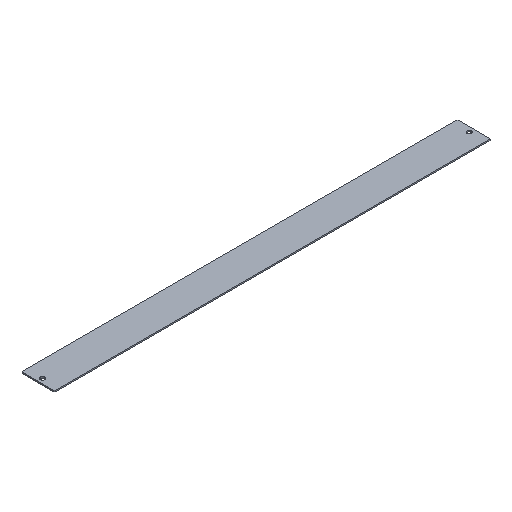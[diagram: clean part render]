
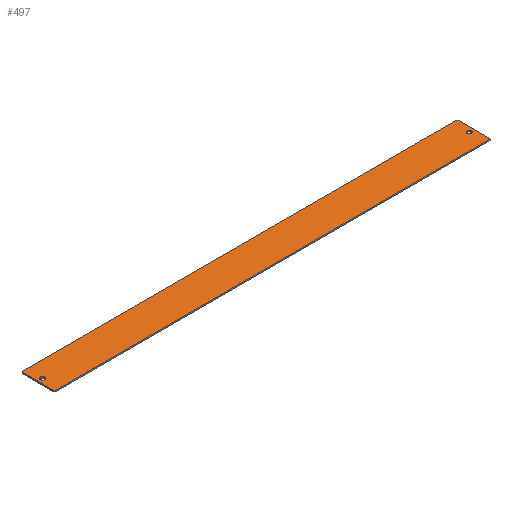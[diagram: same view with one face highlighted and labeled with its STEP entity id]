
A CAD part, isometric view. The second image highlights one B-rep face of the part: STEP entity #497.
In plain terms, the highlighted planar face has unit normal (0, 0, 1).
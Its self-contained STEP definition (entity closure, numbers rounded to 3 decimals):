
#5 = AXIS2_PLACEMENT_3D ( 'NONE', #293, #313, #312 ) ;
#7 = VECTOR ( 'NONE', #291, 1000. ) ;
#15 = VECTOR ( 'NONE', #316, 1000. ) ;
#18 = VECTOR ( 'NONE', #268, 1000. ) ;
#22 = CIRCLE ( 'NONE', #5, 1.3 ) ;
#30 = CIRCLE ( 'NONE', #32, 1.3 ) ;
#32 = AXIS2_PLACEMENT_3D ( 'NONE', #320, #305, #303 ) ;
#35 = AXIS2_PLACEMENT_3D ( 'NONE', #358, #332, #347 ) ;
#41 = AXIS2_PLACEMENT_3D ( 'NONE', #368, #370, #357 ) ;
#45 = AXIS2_PLACEMENT_3D ( 'NONE', #372, #328, #329 ) ;
#52 = VECTOR ( 'NONE', #395, 1000. ) ;
#53 = VECTOR ( 'NONE', #402, 1000. ) ;
#54 = VECTOR ( 'NONE', #353, 1000. ) ;
#58 = VECTOR ( 'NONE', #345, 1000. ) ;
#64 = CIRCLE ( 'NONE', #35, 1.3 ) ;
#71 = VECTOR ( 'NONE', #324, 1000. ) ;
#73 = CIRCLE ( 'NONE', #45, 1.3 ) ;
#98 = CARTESIAN_POINT ( 'NONE',  ( 131., -10., 0.76 ) ) ;
#122 = ORIENTED_EDGE ( 'NONE', *, *, #493, .F. ) ;
#126 = ORIENTED_EDGE ( 'NONE', *, *, #488, .T. ) ;
#127 = ORIENTED_EDGE ( 'NONE', *, *, #484, .T. ) ;
#128 = ORIENTED_EDGE ( 'NONE', *, *, #502, .F. ) ;
#129 = ORIENTED_EDGE ( 'NONE', *, *, #487, .F. ) ;
#130 = ORIENTED_EDGE ( 'NONE', *, *, #480, .F. ) ;
#134 = ORIENTED_EDGE ( 'NONE', *, *, #476, .T. ) ;
#141 = VERTEX_POINT ( 'NONE', #248 ) ;
#148 = ORIENTED_EDGE ( 'NONE', *, *, #507, .T. ) ;
#149 = EDGE_LOOP ( 'NONE', ( #130, #129 ) ) ;
#150 = EDGE_LOOP ( 'NONE', ( #134, #195, #126, #127, #193, #168, #167, #148 ) ) ;
#163 = VERTEX_POINT ( 'NONE', #233 ) ;
#167 = ORIENTED_EDGE ( 'NONE', *, *, #516, .T. ) ;
#168 = ORIENTED_EDGE ( 'NONE', *, *, #482, .T. ) ;
#192 = VERTEX_POINT ( 'NONE', #240 ) ;
#193 = ORIENTED_EDGE ( 'NONE', *, *, #494, .T. ) ;
#195 = ORIENTED_EDGE ( 'NONE', *, *, #495, .T. ) ;
#196 = EDGE_LOOP ( 'NONE', ( #128, #122 ) ) ;
#199 = VERTEX_POINT ( 'NONE', #254 ) ;
#200 = VERTEX_POINT ( 'NONE', #226 ) ;
#209 = CARTESIAN_POINT ( 'NONE',  ( -131., -10., 0.76 ) ) ;
#210 = VERTEX_POINT ( 'NONE', #230 ) ;
#211 = CARTESIAN_POINT ( 'NONE',  ( 131.5, -9.5, 0.76 ) ) ;
#220 = VERTEX_POINT ( 'NONE', #98 ) ;
#223 = VERTEX_POINT ( 'NONE', #253 ) ;
#226 = CARTESIAN_POINT ( 'NONE',  ( -127.2, 0., 0.76 ) ) ;
#230 = CARTESIAN_POINT ( 'NONE',  ( -131., 10., 0.76 ) ) ;
#231 = VERTEX_POINT ( 'NONE', #234 ) ;
#232 = VERTEX_POINT ( 'NONE', #235 ) ;
#233 = CARTESIAN_POINT ( 'NONE',  ( 129.8, 0., 0.76 ) ) ;
#234 = CARTESIAN_POINT ( 'NONE',  ( 131.5, 9.5, 0.76 ) ) ;
#235 = CARTESIAN_POINT ( 'NONE',  ( -131.5, -9.5, 0.76 ) ) ;
#240 = CARTESIAN_POINT ( 'NONE',  ( -129.8, 0., 0.76 ) ) ;
#246 = VERTEX_POINT ( 'NONE', #211 ) ;
#248 = CARTESIAN_POINT ( 'NONE',  ( 127.2, 0., 0.76 ) ) ;
#253 = CARTESIAN_POINT ( 'NONE',  ( -131.5, 9.5, 0.76 ) ) ;
#254 = CARTESIAN_POINT ( 'NONE',  ( 131., 10., 0.76 ) ) ;
#255 = VERTEX_POINT ( 'NONE', #209 ) ;
#266 = LINE ( 'NONE', #267, #18 ) ;
#267 = CARTESIAN_POINT ( 'NONE',  ( 131.5, 10., 0.76 ) ) ;
#268 = DIRECTION ( 'NONE',  ( 0., 1., 0. ) ) ;
#283 = LINE ( 'NONE', #321, #15 ) ;
#286 = LINE ( 'NONE', #301, #54 ) ;
#291 = DIRECTION ( 'NONE',  ( -0.707, -0.707, 0. ) ) ;
#293 = CARTESIAN_POINT ( 'NONE',  ( -128.5, 0., 0.76 ) ) ;
#295 = LINE ( 'NONE', #317, #7 ) ;
#301 = CARTESIAN_POINT ( 'NONE',  ( -131.5, 10., 0.76 ) ) ;
#302 = LINE ( 'NONE', #325, #71 ) ;
#303 = DIRECTION ( 'NONE',  ( 1., 0., 0. ) ) ;
#305 = DIRECTION ( 'NONE',  ( 0., 0., 1. ) ) ;
#312 = DIRECTION ( 'NONE',  ( 1., 0., 0. ) ) ;
#313 = DIRECTION ( 'NONE',  ( 0., 0., 1. ) ) ;
#316 = DIRECTION ( 'NONE',  ( 0.707, -0.707, 0. ) ) ;
#317 = CARTESIAN_POINT ( 'NONE',  ( -141.25, -0.25, 0.76 ) ) ;
#320 = CARTESIAN_POINT ( 'NONE',  ( -128.5, 0., 0.76 ) ) ;
#321 = CARTESIAN_POINT ( 'NONE',  ( -131.25, -9.75, 0.76 ) ) ;
#324 = DIRECTION ( 'NONE',  ( -1., 0., 0. ) ) ;
#325 = CARTESIAN_POINT ( 'NONE',  ( -131.5, 10., 0.76 ) ) ;
#327 = FACE_BOUND ( 'NONE', #149, .T. ) ;
#328 = DIRECTION ( 'NONE',  ( 0., 0., 1. ) ) ;
#329 = DIRECTION ( 'NONE',  ( 1., 0., 0. ) ) ;
#332 = DIRECTION ( 'NONE',  ( 0., 0., 1. ) ) ;
#345 = DIRECTION ( 'NONE',  ( -0.707, 0.707, 0. ) ) ;
#347 = DIRECTION ( 'NONE',  ( 1., 0., 0. ) ) ;
#348 = FACE_BOUND ( 'NONE', #196, .T. ) ;
#350 = LINE ( 'NONE', #374, #58 ) ;
#353 = DIRECTION ( 'NONE',  ( 0., -1., 0. ) ) ;
#357 = DIRECTION ( 'NONE',  ( 1., 0., 0. ) ) ;
#358 = CARTESIAN_POINT ( 'NONE',  ( 128.5, 0., 0.76 ) ) ;
#361 = FACE_OUTER_BOUND ( 'NONE', #150, .T. ) ;
#363 = PLANE ( 'NONE',  #41 ) ;
#368 = CARTESIAN_POINT ( 'NONE',  ( -131.5, -10., 0.76 ) ) ;
#370 = DIRECTION ( 'NONE',  ( 0., 0., 1. ) ) ;
#372 = CARTESIAN_POINT ( 'NONE',  ( 128.5, 0., 0.76 ) ) ;
#374 = CARTESIAN_POINT ( 'NONE',  ( 9.75, 131.25, 0.76 ) ) ;
#389 = LINE ( 'NONE', #393, #52 ) ;
#393 = CARTESIAN_POINT ( 'NONE',  ( -0.25, -141.25, 0.76 ) ) ;
#395 = DIRECTION ( 'NONE',  ( 0.707, 0.707, 0. ) ) ;
#400 = LINE ( 'NONE', #401, #53 ) ;
#401 = CARTESIAN_POINT ( 'NONE',  ( -131.5, -10., 0.76 ) ) ;
#402 = DIRECTION ( 'NONE',  ( 1., 0., 0. ) ) ;
#476 = EDGE_CURVE ( 'NONE', #246, #231, #266, .T. ) ;
#480 = EDGE_CURVE ( 'NONE', #200, #192, #22, .T. ) ;
#482 = EDGE_CURVE ( 'NONE', #232, #255, #283, .T. ) ;
#484 = EDGE_CURVE ( 'NONE', #210, #223, #295, .T. ) ;
#487 = EDGE_CURVE ( 'NONE', #192, #200, #30, .T. ) ;
#488 = EDGE_CURVE ( 'NONE', #199, #210, #302, .T. ) ;
#493 = EDGE_CURVE ( 'NONE', #141, #163, #64, .T. ) ;
#494 = EDGE_CURVE ( 'NONE', #223, #232, #286, .T. ) ;
#495 = EDGE_CURVE ( 'NONE', #231, #199, #350, .T. ) ;
#497 = ADVANCED_FACE ( 'NONE', ( #327, #348, #361 ), #363, .T. ) ;
#502 = EDGE_CURVE ( 'NONE', #163, #141, #73, .T. ) ;
#507 = EDGE_CURVE ( 'NONE', #220, #246, #389, .T. ) ;
#516 = EDGE_CURVE ( 'NONE', #255, #220, #400, .T. ) ;
